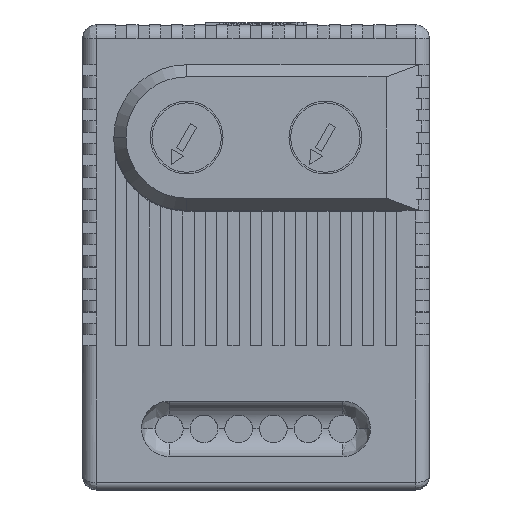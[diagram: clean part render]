
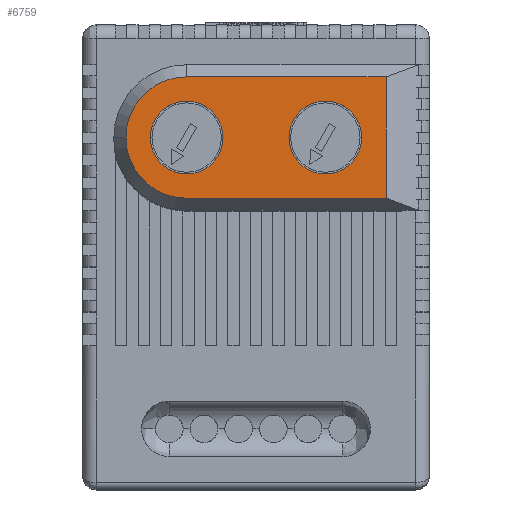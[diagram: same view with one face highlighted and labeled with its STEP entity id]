
A CAD part, top view. The second image highlights one B-rep face of the part: STEP entity #6759.
In plain terms, the highlighted planar face has unit normal (0, 0, 1).
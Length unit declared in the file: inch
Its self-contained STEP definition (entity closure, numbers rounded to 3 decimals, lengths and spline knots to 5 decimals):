
#89 = ORIENTED_EDGE ( 'NONE', *, *, #19093, .F. ) ;
#170 = EDGE_LOOP ( 'NONE', ( #20425, #20201 ) ) ;
#275 = EDGE_LOOP ( 'NONE', ( #18497, #3701, #10988, #17612, #89 ) ) ;
#399 = CIRCLE ( 'NONE', #18134, 0.20669 ) ;
#422 = EDGE_CURVE ( 'NONE', #20612, #12181, #10163, .T. ) ;
#546 = EDGE_CURVE ( 'NONE', #2679, #1639, #399, .T. ) ;
#658 = CARTESIAN_POINT ( 'NONE',  ( 0.59055, 1.0236, 1.65354 ) ) ;
#686 = VERTEX_POINT ( 'NONE', #7372 ) ;
#689 = CARTESIAN_POINT ( 'NONE',  ( 0.38386, 0.67913, 1.65354 ) ) ;
#705 = VECTOR ( 'NONE', #4006, 39.37008 ) ;
#1155 = DIRECTION ( 'NONE',  ( 0., 0., -1. ) ) ;
#1639 = VERTEX_POINT ( 'NONE', #12818 ) ;
#2209 = DIRECTION ( 'NONE',  ( 1., 0., 0. ) ) ;
#2679 = VERTEX_POINT ( 'NONE', #10884 ) ;
#2883 = LINE ( 'NONE', #18700, #13372 ) ;
#3367 = EDGE_CURVE ( 'NONE', #19494, #10819, #2883, .T. ) ;
#3598 = AXIS2_PLACEMENT_3D ( 'NONE', #18042, #14911, #14764 ) ;
#3657 = DIRECTION ( 'NONE',  ( 1., 0., 0. ) ) ;
#3701 = ORIENTED_EDGE ( 'NONE', *, *, #11561, .F. ) ;
#3816 = CIRCLE ( 'NONE', #17414, 0.20669 ) ;
#4006 = DIRECTION ( 'NONE',  ( 1., 0., 0. ) ) ;
#4361 = AXIS2_PLACEMENT_3D ( 'NONE', #17752, #21099, #16036 ) ;
#4671 = EDGE_CURVE ( 'NONE', #17600, #686, #17940, .T. ) ;
#4823 = DIRECTION ( 'NONE',  ( -1., 0., 0. ) ) ;
#5138 = LINE ( 'NONE', #7004, #705 ) ;
#5785 = DIRECTION ( 'NONE',  ( 0., 1., 0. ) ) ;
#6492 = CARTESIAN_POINT ( 'NONE',  ( 0.24608, 0.67913, 1.65354 ) ) ;
#6759 = ADVANCED_FACE ( 'NONE', ( #20310, #16512, #19800 ), #11942, .T. ) ;
#6891 = VERTEX_POINT ( 'NONE', #658 ) ;
#7004 = CARTESIAN_POINT ( 'NONE',  ( 0.59055, 1.0236, 1.65354 ) ) ;
#7091 = CARTESIAN_POINT ( 'NONE',  ( 1.37795, 0.67913, 1.65354 ) ) ;
#7372 = CARTESIAN_POINT ( 'NONE',  ( 0.79724, 0.67913, 1.65354 ) ) ;
#8435 = CARTESIAN_POINT ( 'NONE',  ( 0.59055, 0.67913, 1.65354 ) ) ;
#8924 = DIRECTION ( 'NONE',  ( -1., 0., 0. ) ) ;
#9026 = AXIS2_PLACEMENT_3D ( 'NONE', #10979, #1155, #12584 ) ;
#9675 = ORIENTED_EDGE ( 'NONE', *, *, #4671, .T. ) ;
#10071 = EDGE_CURVE ( 'NONE', #6891, #10819, #5138, .T. ) ;
#10163 = CIRCLE ( 'NONE', #3598, 0.34447 ) ;
#10332 = LINE ( 'NONE', #11289, #13169 ) ;
#10819 = VERTEX_POINT ( 'NONE', #14126 ) ;
#10884 = CARTESIAN_POINT ( 'NONE',  ( 1.58465, 0.67913, 1.65354 ) ) ;
#10979 = CARTESIAN_POINT ( 'NONE',  ( 0.59055, 0.67913, 1.65354 ) ) ;
#10988 = ORIENTED_EDGE ( 'NONE', *, *, #3367, .T. ) ;
#11289 = CARTESIAN_POINT ( 'NONE',  ( 0.59055, 0.33467, 1.65354 ) ) ;
#11561 = EDGE_CURVE ( 'NONE', #19494, #20612, #10332, .T. ) ;
#11942 = PLANE ( 'NONE',  #17235 ) ;
#12181 = VERTEX_POINT ( 'NONE', #6492 ) ;
#12221 = CIRCLE ( 'NONE', #19744, 0.34447 ) ;
#12584 = DIRECTION ( 'NONE',  ( 1., 0., 0. ) ) ;
#12818 = CARTESIAN_POINT ( 'NONE',  ( 1.17126, 0.67913, 1.65354 ) ) ;
#13112 = ORIENTED_EDGE ( 'NONE', *, *, #14625, .T. ) ;
#13169 = VECTOR ( 'NONE', #4823, 39.37008 ) ;
#13372 = VECTOR ( 'NONE', #5785, 39.37008 ) ;
#14126 = CARTESIAN_POINT ( 'NONE',  ( 1.72244, 1.0236, 1.65354 ) ) ;
#14625 = EDGE_CURVE ( 'NONE', #686, #17600, #17130, .T. ) ;
#14764 = DIRECTION ( 'NONE',  ( -1., 0., 0. ) ) ;
#14911 = DIRECTION ( 'NONE',  ( 0., 0., -1. ) ) ;
#14972 = DIRECTION ( 'NONE',  ( 0., 0., -1. ) ) ;
#15317 = DIRECTION ( 'NONE',  ( 0., 0., -1. ) ) ;
#15405 = CARTESIAN_POINT ( 'NONE',  ( 0.59055, 0.67913, 1.65354 ) ) ;
#15552 = EDGE_CURVE ( 'NONE', #1639, #2679, #3816, .T. ) ;
#16036 = DIRECTION ( 'NONE',  ( 1., 0., 0. ) ) ;
#16512 = FACE_BOUND ( 'NONE', #16960, .T. ) ;
#16518 = CARTESIAN_POINT ( 'NONE',  ( 1.37795, 0.67913, 1.65354 ) ) ;
#16927 = CARTESIAN_POINT ( 'NONE',  ( 1.72244, 0.33467, 1.65354 ) ) ;
#16949 = DIRECTION ( 'NONE',  ( 0., 0., -1. ) ) ;
#16960 = EDGE_LOOP ( 'NONE', ( #13112, #9675 ) ) ;
#17130 = CIRCLE ( 'NONE', #9026, 0.20669 ) ;
#17235 = AXIS2_PLACEMENT_3D ( 'NONE', #8435, #19838, #18511 ) ;
#17414 = AXIS2_PLACEMENT_3D ( 'NONE', #16518, #14972, #3657 ) ;
#17600 = VERTEX_POINT ( 'NONE', #689 ) ;
#17612 = ORIENTED_EDGE ( 'NONE', *, *, #10071, .F. ) ;
#17752 = CARTESIAN_POINT ( 'NONE',  ( 0.59055, 0.67913, 1.65354 ) ) ;
#17932 = CARTESIAN_POINT ( 'NONE',  ( 0.59055, 0.33467, 1.65354 ) ) ;
#17940 = CIRCLE ( 'NONE', #4361, 0.20669 ) ;
#18042 = CARTESIAN_POINT ( 'NONE',  ( 0.59055, 0.67913, 1.65354 ) ) ;
#18134 = AXIS2_PLACEMENT_3D ( 'NONE', #7091, #15317, #2209 ) ;
#18497 = ORIENTED_EDGE ( 'NONE', *, *, #422, .F. ) ;
#18511 = DIRECTION ( 'NONE',  ( 1., 0., 0. ) ) ;
#18700 = CARTESIAN_POINT ( 'NONE',  ( 1.72244, 0.67913, 1.65354 ) ) ;
#19093 = EDGE_CURVE ( 'NONE', #12181, #6891, #12221, .T. ) ;
#19494 = VERTEX_POINT ( 'NONE', #16927 ) ;
#19744 = AXIS2_PLACEMENT_3D ( 'NONE', #15405, #16949, #8924 ) ;
#19800 = FACE_BOUND ( 'NONE', #170, .T. ) ;
#19838 = DIRECTION ( 'NONE',  ( 0., 0., 1. ) ) ;
#20201 = ORIENTED_EDGE ( 'NONE', *, *, #15552, .T. ) ;
#20310 = FACE_OUTER_BOUND ( 'NONE', #275, .T. ) ;
#20425 = ORIENTED_EDGE ( 'NONE', *, *, #546, .T. ) ;
#20612 = VERTEX_POINT ( 'NONE', #17932 ) ;
#21099 = DIRECTION ( 'NONE',  ( 0., 0., -1. ) ) ;
